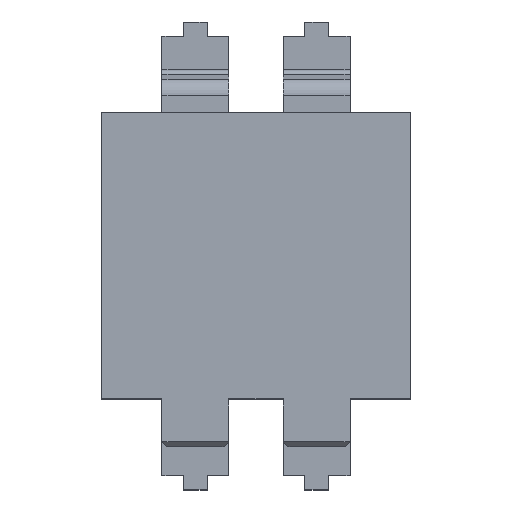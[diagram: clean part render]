
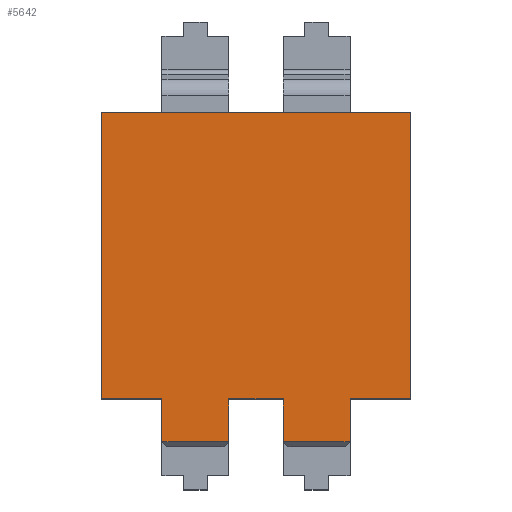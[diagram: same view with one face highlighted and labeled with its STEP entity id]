
A CAD part, top view. The second image highlights one B-rep face of the part: STEP entity #5642.
In plain terms, the highlighted planar face has unit normal (0, 0, 1).
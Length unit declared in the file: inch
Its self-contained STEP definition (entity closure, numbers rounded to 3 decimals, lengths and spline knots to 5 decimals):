
#160=CARTESIAN_POINT('',(0.07756,-0.11811,0.19685));
#161=VERTEX_POINT('',#160);
#170=CARTESIAN_POINT('',(0.07756,-0.15354,0.19685));
#171=VERTEX_POINT('',#170);
#172=CARTESIAN_POINT('',(0.07756,-0.15354,0.19685));
#173=DIRECTION('',(0.0,1.0,0.0));
#174=VECTOR('',#173,0.03543);
#175=LINE('',#172,#174);
#176=EDGE_CURVE('',#171,#161,#175,.T.);
#238=CARTESIAN_POINT('',(0.02244,-0.15354,0.19685));
#239=VERTEX_POINT('',#238);
#240=CARTESIAN_POINT('',(0.07756,-0.15354,0.19685));
#241=DIRECTION('',(-1.0,0.0,0.0));
#242=VECTOR('',#241,0.05512);
#243=LINE('',#240,#242);
#244=EDGE_CURVE('',#171,#239,#243,.T.);
#317=CARTESIAN_POINT('',(0.02244,-0.11811,0.19685));
#318=VERTEX_POINT('',#317);
#332=CARTESIAN_POINT('',(0.02244,-0.11811,0.19685));
#333=DIRECTION('',(0.0,-1.0,0.0));
#334=VECTOR('',#333,0.03543);
#335=LINE('',#332,#334);
#336=EDGE_CURVE('',#318,#239,#335,.T.);
#375=CARTESIAN_POINT('',(-0.02244,-0.11811,0.19685));
#376=VERTEX_POINT('',#375);
#385=CARTESIAN_POINT('',(-0.02244,-0.15354,0.19685));
#386=VERTEX_POINT('',#385);
#387=CARTESIAN_POINT('',(-0.02244,-0.15354,0.19685));
#388=DIRECTION('',(0.0,1.0,0.0));
#389=VECTOR('',#388,0.03543);
#390=LINE('',#387,#389);
#391=EDGE_CURVE('',#386,#376,#390,.T.);
#453=CARTESIAN_POINT('',(-0.07756,-0.15354,0.19685));
#454=VERTEX_POINT('',#453);
#455=CARTESIAN_POINT('',(-0.02244,-0.15354,0.19685));
#456=DIRECTION('',(-1.0,0.0,0.0));
#457=VECTOR('',#456,0.05512);
#458=LINE('',#455,#457);
#459=EDGE_CURVE('',#386,#454,#458,.T.);
#532=CARTESIAN_POINT('',(-0.07756,-0.11811,0.19685));
#533=VERTEX_POINT('',#532);
#547=CARTESIAN_POINT('',(-0.07756,-0.11811,0.19685));
#548=DIRECTION('',(0.0,-1.0,0.0));
#549=VECTOR('',#548,0.03543);
#550=LINE('',#547,#549);
#551=EDGE_CURVE('',#533,#454,#550,.T.);
#5424=CARTESIAN_POINT('',(0.02244,-0.11811,0.19685));
#5425=DIRECTION('',(-1.0,0.0,0.0));
#5426=VECTOR('',#5425,0.04488);
#5427=LINE('',#5424,#5426);
#5428=EDGE_CURVE('',#318,#376,#5427,.T.);
#5433=CARTESIAN_POINT('',(-0.12756,-0.11811,0.19685));
#5434=VERTEX_POINT('',#5433);
#5435=CARTESIAN_POINT('',(-0.07756,-0.11811,0.19685));
#5436=DIRECTION('',(-1.0,0.0,0.0));
#5437=VECTOR('',#5436,0.05);
#5438=LINE('',#5435,#5437);
#5439=EDGE_CURVE('',#533,#5434,#5438,.T.);
#5457=CARTESIAN_POINT('',(0.12756,-0.11811,0.19685));
#5458=VERTEX_POINT('',#5457);
#5465=CARTESIAN_POINT('',(0.12756,-0.11811,0.19685));
#5466=DIRECTION('',(-1.0,0.0,0.0));
#5467=VECTOR('',#5466,0.05);
#5468=LINE('',#5465,#5467);
#5469=EDGE_CURVE('',#5458,#161,#5468,.T.);
#5587=CARTESIAN_POINT('',(-0.12756,0.11811,0.19685));
#5588=VERTEX_POINT('',#5587);
#5602=CARTESIAN_POINT('',(-0.12756,0.11811,0.19685));
#5603=DIRECTION('',(0.0,-1.0,0.0));
#5604=VECTOR('',#5603,0.23622);
#5605=LINE('',#5602,#5604);
#5606=EDGE_CURVE('',#5588,#5434,#5605,.T.);
#5611=CARTESIAN_POINT('',(-0.14031,-0.16713,0.19685));
#5612=DIRECTION('',(0.0,0.0,1.0));
#5613=DIRECTION('',(1.0,0.0,0.0));
#5614=AXIS2_PLACEMENT_3D('',#5611,#5612,#5613);
#5615=PLANE('',#5614);
#5616=ORIENTED_EDGE('',*,*,#5469,.F.);
#5617=CARTESIAN_POINT('',(0.12756,0.11811,0.19685));
#5618=VERTEX_POINT('',#5617);
#5619=CARTESIAN_POINT('',(0.12756,-0.11811,0.19685));
#5620=DIRECTION('',(0.0,1.0,0.0));
#5621=VECTOR('',#5620,0.23622);
#5622=LINE('',#5619,#5621);
#5623=EDGE_CURVE('',#5458,#5618,#5622,.T.);
#5624=ORIENTED_EDGE('',*,*,#5623,.T.);
#5625=CARTESIAN_POINT('',(0.12756,0.11811,0.19685));
#5626=DIRECTION('',(-1.0,0.0,0.0));
#5627=VECTOR('',#5626,0.25512);
#5628=LINE('',#5625,#5627);
#5629=EDGE_CURVE('',#5618,#5588,#5628,.T.);
#5630=ORIENTED_EDGE('',*,*,#5629,.T.);
#5631=ORIENTED_EDGE('',*,*,#5606,.T.);
#5632=ORIENTED_EDGE('',*,*,#5439,.F.);
#5633=ORIENTED_EDGE('',*,*,#551,.T.);
#5634=ORIENTED_EDGE('',*,*,#459,.F.);
#5635=ORIENTED_EDGE('',*,*,#391,.T.);
#5636=ORIENTED_EDGE('',*,*,#5428,.F.);
#5637=ORIENTED_EDGE('',*,*,#336,.T.);
#5638=ORIENTED_EDGE('',*,*,#244,.F.);
#5639=ORIENTED_EDGE('',*,*,#176,.T.);
#5640=EDGE_LOOP('',(#5616,#5624,#5630,#5631,#5632,#5633,#5634,#5635,#5636,#5637,#5638,#5639));
#5641=FACE_OUTER_BOUND('',#5640,.T.);
#5642=ADVANCED_FACE('',(#5641),#5615,.T.);
